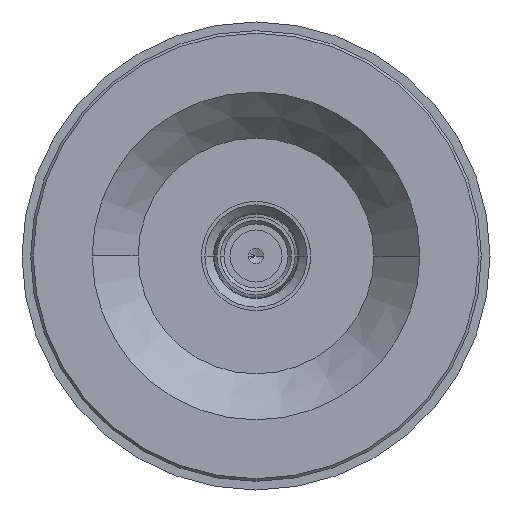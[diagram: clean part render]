
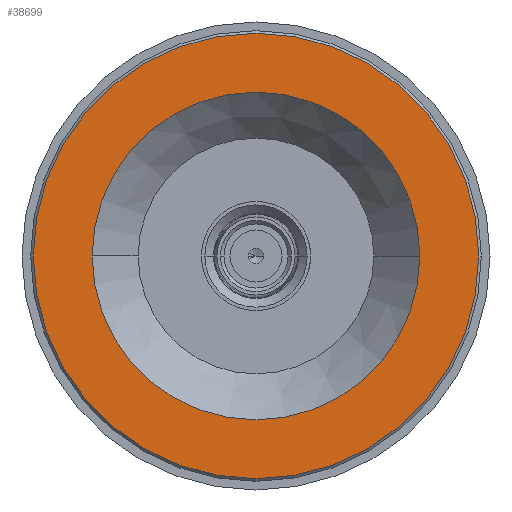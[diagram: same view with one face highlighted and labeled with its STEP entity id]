
A CAD part, left-side view. The second image highlights one B-rep face of the part: STEP entity #38699.
In plain terms, the highlighted planar face has unit normal (-1, 0, 0).
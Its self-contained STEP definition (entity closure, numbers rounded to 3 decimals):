
#570 = DIRECTION ( 'NONE',  ( -1., 0., 0. ) ) ;
#9041 = EDGE_CURVE ( 'NONE', #33346, #107497, #75781, .T. ) ;
#9931 = PLANE ( 'NONE',  #63856 ) ;
#14963 = ORIENTED_EDGE ( 'NONE', *, *, #37750, .T. ) ;
#16166 = EDGE_LOOP ( 'NONE', ( #14963, #69088 ) ) ;
#17046 = CARTESIAN_POINT ( 'NONE',  ( -26., -9.45, 0. ) ) ;
#17160 = CIRCLE ( 'NONE', #98383, 9.45 ) ;
#27468 = AXIS2_PLACEMENT_3D ( 'NONE', #90153, #35641, #33851 ) ;
#31805 = DIRECTION ( 'NONE',  ( -1., 0., 0. ) ) ;
#33346 = VERTEX_POINT ( 'NONE', #17046 ) ;
#33851 = DIRECTION ( 'NONE',  ( 0., -1., 0. ) ) ;
#35641 = DIRECTION ( 'NONE',  ( -1., 0., 0. ) ) ;
#37164 = DIRECTION ( 'NONE',  ( 1., 0., 0. ) ) ;
#37750 = EDGE_CURVE ( 'NONE', #57233, #91959, #48362, .T. ) ;
#38196 = CIRCLE ( 'NONE', #105901, 12.85 ) ;
#38699 = ADVANCED_FACE ( 'NONE', ( #72329, #109264 ), #9931, .F. ) ;
#39095 = CARTESIAN_POINT ( 'NONE',  ( -26., 0., 0. ) ) ;
#39458 = CARTESIAN_POINT ( 'NONE',  ( -26., -12.85, 0. ) ) ;
#45406 = DIRECTION ( 'NONE',  ( 0., -1., 0. ) ) ;
#48362 = CIRCLE ( 'NONE', #104465, 12.85 ) ;
#51765 = DIRECTION ( 'NONE',  ( 0., -1., 0. ) ) ;
#57150 = EDGE_CURVE ( 'NONE', #107497, #33346, #17160, .T. ) ;
#57233 = VERTEX_POINT ( 'NONE', #79620 ) ;
#63853 = DIRECTION ( 'NONE',  ( 0., -1., 0. ) ) ;
#63856 = AXIS2_PLACEMENT_3D ( 'NONE', #65034, #37164, #63853 ) ;
#65034 = CARTESIAN_POINT ( 'NONE',  ( -26., -12.85, 0. ) ) ;
#67040 = CARTESIAN_POINT ( 'NONE',  ( -26., 9.45, 0. ) ) ;
#69088 = ORIENTED_EDGE ( 'NONE', *, *, #111141, .T. ) ;
#72329 = FACE_BOUND ( 'NONE', #96889, .T. ) ;
#75781 = CIRCLE ( 'NONE', #27468, 9.45 ) ;
#78857 = ORIENTED_EDGE ( 'NONE', *, *, #57150, .F. ) ;
#79620 = CARTESIAN_POINT ( 'NONE',  ( -26., 12.85, 0. ) ) ;
#82931 = CARTESIAN_POINT ( 'NONE',  ( -26., 0., 0. ) ) ;
#87946 = ORIENTED_EDGE ( 'NONE', *, *, #9041, .F. ) ;
#90153 = CARTESIAN_POINT ( 'NONE',  ( -26., 0., 0. ) ) ;
#90501 = CARTESIAN_POINT ( 'NONE',  ( -26., 0., 0. ) ) ;
#91959 = VERTEX_POINT ( 'NONE', #39458 ) ;
#96889 = EDGE_LOOP ( 'NONE', ( #87946, #78857 ) ) ;
#98383 = AXIS2_PLACEMENT_3D ( 'NONE', #90501, #109861, #51765 ) ;
#104465 = AXIS2_PLACEMENT_3D ( 'NONE', #39095, #31805, #112971 ) ;
#105901 = AXIS2_PLACEMENT_3D ( 'NONE', #82931, #570, #45406 ) ;
#107497 = VERTEX_POINT ( 'NONE', #67040 ) ;
#109264 = FACE_OUTER_BOUND ( 'NONE', #16166, .T. ) ;
#109861 = DIRECTION ( 'NONE',  ( -1., 0., 0. ) ) ;
#111141 = EDGE_CURVE ( 'NONE', #91959, #57233, #38196, .T. ) ;
#112971 = DIRECTION ( 'NONE',  ( 0., -1., 0. ) ) ;
